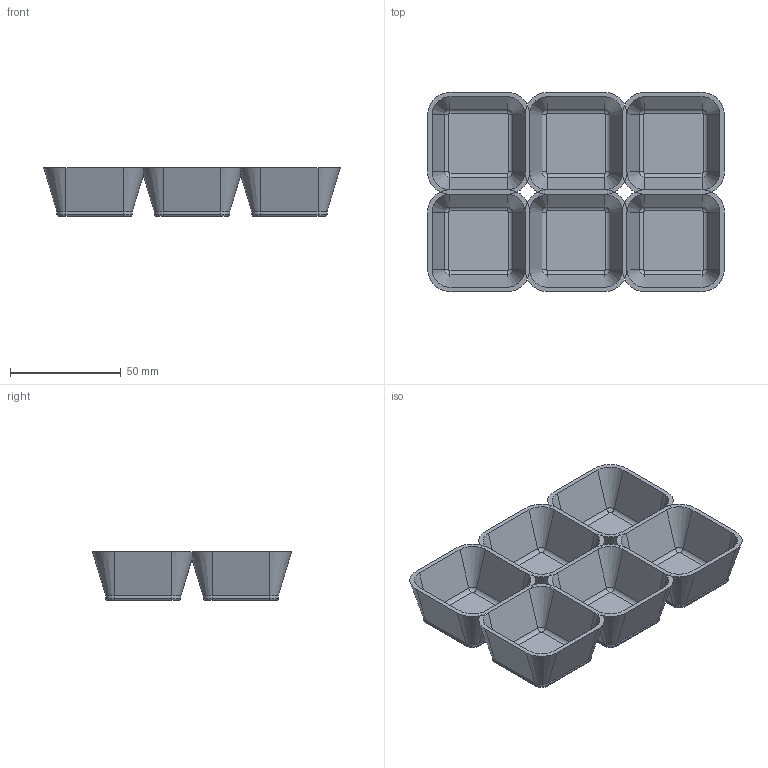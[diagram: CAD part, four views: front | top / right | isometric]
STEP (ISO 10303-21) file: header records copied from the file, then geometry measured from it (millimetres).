
FILE_DESCRIPTION(('FreeCAD Model'),'2;1');
FILE_NAME('Open CASCADE Shape Model','2024-07-14T13:45:16',(''),(''), 'Open CASCADE STEP processor 7.8','FreeCAD','Unknown');
FILE_SCHEMA(('AUTOMOTIVE_DESIGN { 1 0 10303 214 1 1 1 1 }'));
Length unit declared in the file: millimetre
Products named in the file (1): Body
Bounding box: 134 x 90 x 22 mm (x, y, z)
Volume: 47083.7 mm3; surface area: 48545 mm2
Topology: 1 solids, 1 shells, 273 faces, 611 edges, 336 vertices
Faces by surface type: plane 105, cylinder 72, cone 48, revolution 24, torus 24
Entity records: 15404 total; most frequent: CARTESIAN_POINT 3067, DIRECTION 2347, ORIENTED_EDGE 1222, PCURVE 1222, DEFINITIONAL_REPRESENTATION 1222, LINE 1059, VECTOR 1059, EDGE_CURVE 611
